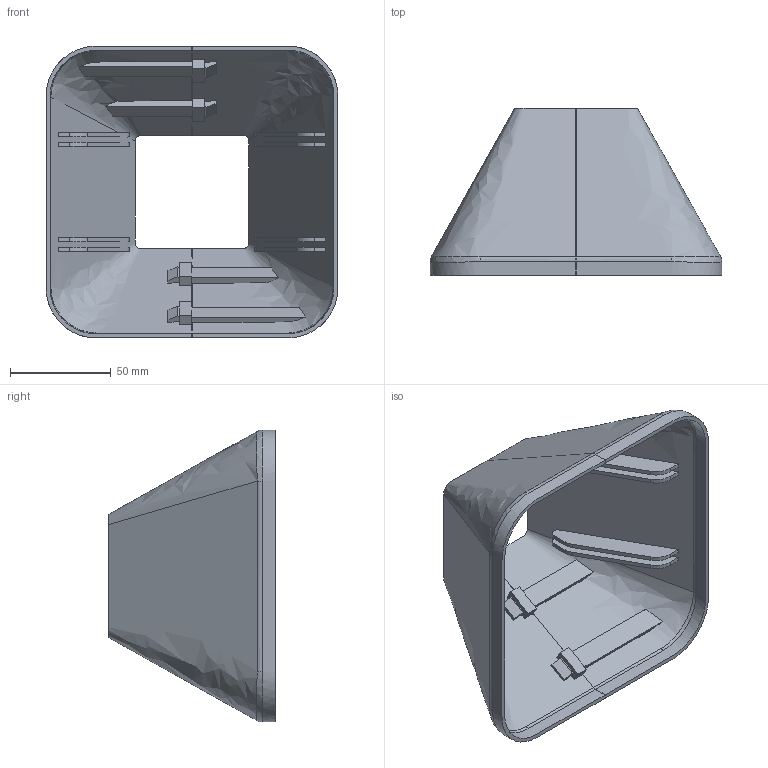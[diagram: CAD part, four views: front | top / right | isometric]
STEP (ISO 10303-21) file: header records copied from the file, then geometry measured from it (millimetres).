
FILE_DESCRIPTION (( 'STEP AP203' ), '1' );
FILE_NAME ('33-4545CAP-0.STEP', '2022-02-08T18:47:57', ( '' ), ( '' ), 'SwSTEP 2.0', 'SolidWorks 2021', '' );
FILE_SCHEMA (( 'CONFIG_CONTROL_DESIGN' ));
Length unit declared in the file: millimetre
Products named in the file (1): 33-4545CAP-0
Bounding box: 145.09 x 83 x 145 mm (x, y, z)
Volume: 83911 mm3; surface area: 89485.4 mm2
Topology: 2 solids, 2 shells, 172 faces, 516 edges, 350 vertices
Faces by surface type: plane 112, bspline 32, cylinder 28
Entity records: 17267 total; most frequent: CARTESIAN_POINT 12831, ORIENTED_EDGE 1032, DIRECTION 736, EDGE_CURVE 516, VERTEX_POINT 350, VECTOR 294, LINE 294, AXIS2_PLACEMENT_3D 221
